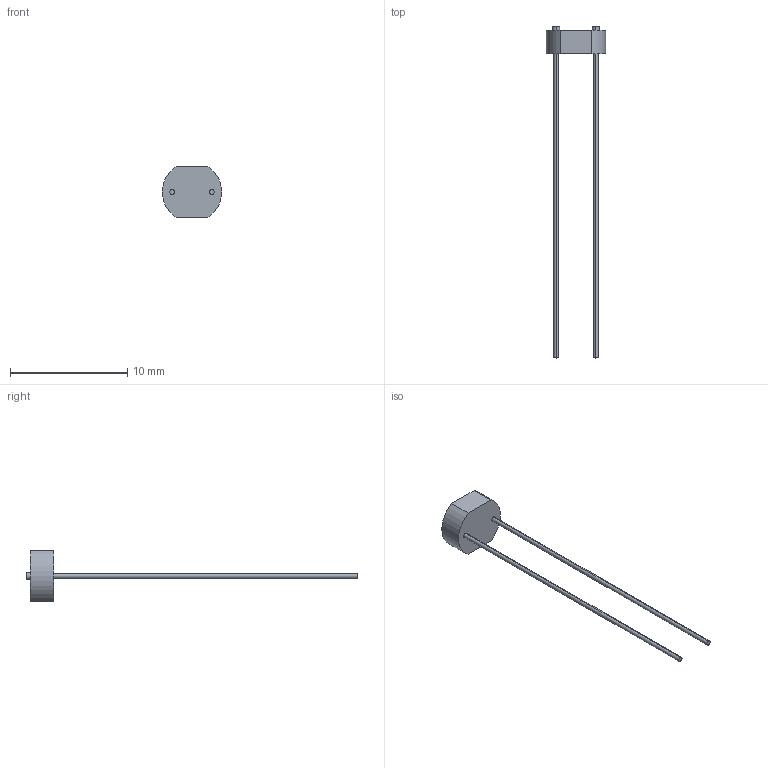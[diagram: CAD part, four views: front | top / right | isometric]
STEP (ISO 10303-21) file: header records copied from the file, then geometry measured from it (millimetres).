
FILE_DESCRIPTION (( 'STEP AP214' ), '1' );
FILE_NAME ('Photo cell (CdS photoresistor).STEP', '2023-07-10T21:20:27', ( '' ), ( '' ), 'SwSTEP 2.0', 'SolidWorks 2021', '' );
FILE_SCHEMA (( 'AUTOMOTIVE_DESIGN' ));
Length unit declared in the file: inch
Products named in the file (1): Photo cell (CdS photoresistor)
Bounding box: 5.08 x 28.37 x 4.29 mm (x, y, z)
Volume: 44.5 mm3; surface area: 176.4 mm2
Topology: 7 solids, 7 shells, 188 faces, 516 edges, 344 vertices
Faces by surface type: plane 102, cylinder 86
Entity records: 6118 total; most frequent: DIRECTION 1066, CARTESIAN_POINT 1049, ORIENTED_EDGE 1032, EDGE_CURVE 516, AXIS2_PLACEMENT_3D 361, LINE 344, VERTEX_POINT 344, VECTOR 344
